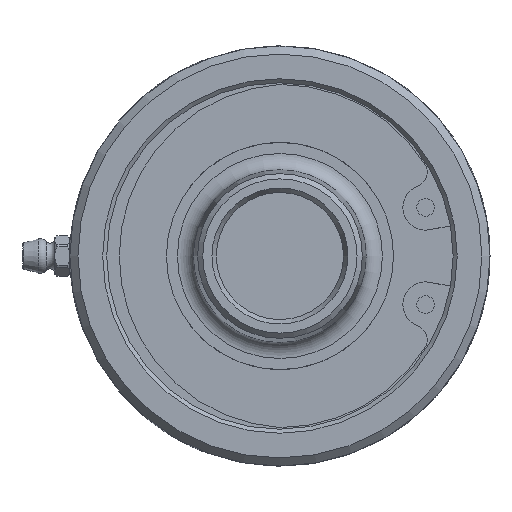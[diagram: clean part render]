
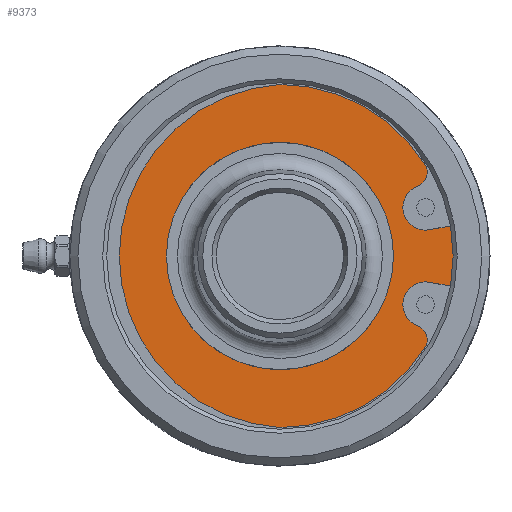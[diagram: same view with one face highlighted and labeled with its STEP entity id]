
A CAD part, left-side view. The second image highlights one B-rep face of the part: STEP entity #9373.
In plain terms, the highlighted planar face has unit normal (-1, 0, 0).
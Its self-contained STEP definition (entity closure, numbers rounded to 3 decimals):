
#432=PLANE('',#10164);
#540=FACE_BOUND('',#1280,.T.);
#707=FACE_OUTER_BOUND('',#1279,.T.);
#1279=EDGE_LOOP('',(#6818,#6819,#6820,#6821,#6822,#6823,#6824,#6825,#6826,
#6827));
#1280=EDGE_LOOP('',(#6828,#6829));
#2382=CIRCLE('',#10023,22.325);
#2383=CIRCLE('',#10024,22.325);
#2444=CIRCLE('',#10130,4.474);
#2450=CIRCLE('',#10141,33.733);
#2452=CIRCLE('',#10144,2.949);
#2454=CIRCLE('',#10147,4.474);
#2456=CIRCLE('',#10150,2.949);
#2458=CIRCLE('',#10153,33.733);
#2460=CIRCLE('',#10156,33.806);
#2462=CIRCLE('',#10160,36.9);
#2789=LINE('',#14810,#3250);
#2793=LINE('',#14820,#3254);
#3250=VECTOR('',#11303,10.);
#3254=VECTOR('',#11309,10.);
#3853=VERTEX_POINT('',#14417);
#3854=VERTEX_POINT('',#14418);
#3940=VERTEX_POINT('',#14798);
#3941=VERTEX_POINT('',#14800);
#3944=VERTEX_POINT('',#14808);
#3948=VERTEX_POINT('',#14817);
#3949=VERTEX_POINT('',#14819);
#3956=VERTEX_POINT('',#14838);
#3957=VERTEX_POINT('',#14840);
#3959=VERTEX_POINT('',#14849);
#3961=VERTEX_POINT('',#14855);
#3963=VERTEX_POINT('',#14861);
#4869=EDGE_CURVE('',#3853,#3854,#2382,.T.);
#4870=EDGE_CURVE('',#3854,#3853,#2383,.T.);
#5002=EDGE_CURVE('',#3941,#3940,#2444,.T.);
#5007=EDGE_CURVE('',#3940,#3944,#2789,.T.);
#5011=EDGE_CURVE('',#3949,#3948,#2793,.T.);
#5021=EDGE_CURVE('',#3957,#3956,#2450,.T.);
#5024=EDGE_CURVE('',#3956,#3941,#2452,.T.);
#5027=EDGE_CURVE('',#3948,#3959,#2454,.T.);
#5030=EDGE_CURVE('',#3959,#3961,#2456,.T.);
#5033=EDGE_CURVE('',#3961,#3963,#2458,.T.);
#5035=EDGE_CURVE('',#3963,#3957,#2460,.T.);
#5037=EDGE_CURVE('',#3944,#3949,#2462,.T.);
#6818=ORIENTED_EDGE('',*,*,#5011,.T.);
#6819=ORIENTED_EDGE('',*,*,#5027,.T.);
#6820=ORIENTED_EDGE('',*,*,#5030,.T.);
#6821=ORIENTED_EDGE('',*,*,#5033,.T.);
#6822=ORIENTED_EDGE('',*,*,#5035,.T.);
#6823=ORIENTED_EDGE('',*,*,#5021,.T.);
#6824=ORIENTED_EDGE('',*,*,#5024,.T.);
#6825=ORIENTED_EDGE('',*,*,#5002,.T.);
#6826=ORIENTED_EDGE('',*,*,#5007,.T.);
#6827=ORIENTED_EDGE('',*,*,#5037,.T.);
#6828=ORIENTED_EDGE('',*,*,#4869,.T.);
#6829=ORIENTED_EDGE('',*,*,#4870,.T.);
#9373=ADVANCED_FACE('',(#707,#540),#432,.F.);
#10023=AXIS2_PLACEMENT_3D('',#14419,#11047,#11048);
#10024=AXIS2_PLACEMENT_3D('',#14420,#11049,#11050);
#10130=AXIS2_PLACEMENT_3D('',#14801,#11295,#11296);
#10141=AXIS2_PLACEMENT_3D('',#14841,#11330,#11331);
#10144=AXIS2_PLACEMENT_3D('',#14845,#11337,#11338);
#10147=AXIS2_PLACEMENT_3D('',#14851,#11344,#11345);
#10150=AXIS2_PLACEMENT_3D('',#14857,#11351,#11352);
#10153=AXIS2_PLACEMENT_3D('',#14863,#11358,#11359);
#10156=AXIS2_PLACEMENT_3D('',#14866,#11364,#11365);
#10160=AXIS2_PLACEMENT_3D('',#14870,#11372,#11373);
#10164=AXIS2_PLACEMENT_3D('',#14875,#11380,#11381);
#11047=DIRECTION('center_axis',(1.,0.,0.));
#11048=DIRECTION('ref_axis',(0.,-1.,0.));
#11049=DIRECTION('center_axis',(1.,0.,0.));
#11050=DIRECTION('ref_axis',(0.,-1.,0.));
#11295=DIRECTION('center_axis',(1.,0.,0.));
#11296=DIRECTION('ref_axis',(0.,0.355,-0.935));
#11303=DIRECTION('',(0.,-0.985,-0.174));
#11309=DIRECTION('',(0.,0.985,-0.174));
#11330=DIRECTION('center_axis',(-1.,0.,0.));
#11331=DIRECTION('ref_axis',(0.,0.849,0.528));
#11337=DIRECTION('center_axis',(-1.,0.,0.));
#11338=DIRECTION('ref_axis',(0.,0.355,-0.935));
#11344=DIRECTION('center_axis',(1.,0.,0.));
#11345=DIRECTION('ref_axis',(0.,-0.046,-0.999));
#11351=DIRECTION('center_axis',(-1.,0.,0.));
#11352=DIRECTION('ref_axis',(0.,0.893,-0.451));
#11358=DIRECTION('center_axis',(-1.,0.,0.));
#11359=DIRECTION('ref_axis',(0.,0.,-1.));
#11364=DIRECTION('center_axis',(-1.,0.,0.));
#11365=DIRECTION('ref_axis',(0.,-0.066,0.998));
#11372=DIRECTION('center_axis',(-1.,0.,0.));
#11373=DIRECTION('ref_axis',(0.,1.,0.));
#11380=DIRECTION('center_axis',(1.,0.,0.));
#11381=DIRECTION('ref_axis',(0.,0.,-1.));
#14417=CARTESIAN_POINT('',(7.26,-22.325,0.));
#14418=CARTESIAN_POINT('',(7.26,22.325,0.));
#14419=CARTESIAN_POINT('Origin',(7.26,0.,
0.));
#14420=CARTESIAN_POINT('Origin',(7.26,0.,
0.));
#14798=CARTESIAN_POINT('',(7.26,-28.843,-5.086));
#14800=CARTESIAN_POINT('',(7.26,-27.053,-13.738));
#14801=CARTESIAN_POINT('Origin',(7.26,-28.639,-9.555));
#14808=CARTESIAN_POINT('',(7.26,-36.339,-6.408));
#14810=CARTESIAN_POINT('',(7.26,-4.374,-0.771));
#14817=CARTESIAN_POINT('',(7.26,-28.843,5.086));
#14819=CARTESIAN_POINT('',(7.26,-36.339,6.408));
#14820=CARTESIAN_POINT('',(7.26,-0.625,0.11));
#14838=CARTESIAN_POINT('',(7.26,-28.639,-17.825));
#14840=CARTESIAN_POINT('',(7.26,0.,-33.733));
#14841=CARTESIAN_POINT('Origin',(7.26,0.,0.));
#14845=CARTESIAN_POINT('Origin',(7.26,-26.007,-16.495));
#14849=CARTESIAN_POINT('',(7.26,-27.053,13.738));
#14851=CARTESIAN_POINT('Origin',(7.26,-28.639,9.555));
#14855=CARTESIAN_POINT('',(7.26,-28.639,17.825));
#14857=CARTESIAN_POINT('Origin',(7.26,-26.007,16.495));
#14861=CARTESIAN_POINT('',(7.26,0.,33.733));
#14863=CARTESIAN_POINT('Origin',(7.26,0.,0.));
#14866=CARTESIAN_POINT('Origin',(7.26,-2.225,0.));
#14870=CARTESIAN_POINT('Origin',(7.26,0.,0.));
#14875=CARTESIAN_POINT('Origin',(7.26,28.45,0.));
